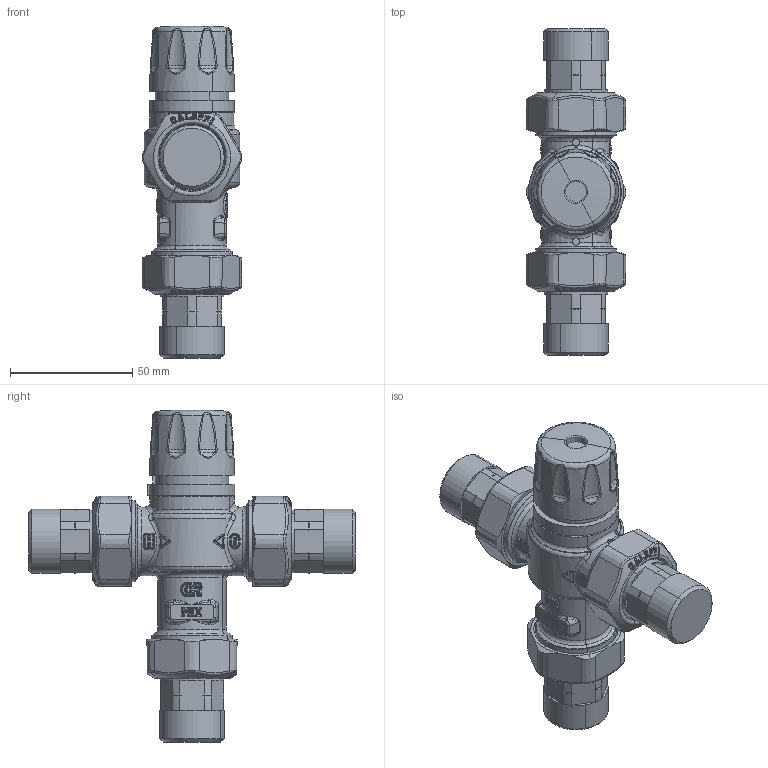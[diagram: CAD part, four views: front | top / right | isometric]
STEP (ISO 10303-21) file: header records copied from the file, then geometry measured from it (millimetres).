
FILE_DESCRIPTION(('CATIA V5 STEP Exchange','CAx-IF Rec.Pracs.--- Model Styling and Organization---1.5--- 2016-08-15','CAx-IF Rec.Pracs.---Supplemental Geometry---1.0---2011-11-01','CAx-IF Rec.Pracs.--- Composite Materials ---3.4---2017-06-13','CAx-IF Rec.Pracs.---Tessellated 3D Geometry---1.0---2015-12-17'),'2;1');
FILE_NAME('STEP_521935_-_TST.stp','2025-05-21T08:53:30+00:00',('none'),('none'),'CATIA Version 5-6 Release 2020 SP5','CATIA V5 STEP AP242 v2','none');
FILE_SCHEMA(('AP242_MANAGED_MODEL_BASED_3D_ENGINEERING_MIM_LF {1 0 10303 442 1 1 4}'));
Products named in the file (1): 521935 - TST
Bounding box: 40.67 x 133.5 x 135.64 mm (x, y, z)
Volume: 181510.1 mm3; surface area: 39671.4 mm2
Topology: 2 solids, 5 shells, 2480 faces, 5804 edges, 3134 vertices
Faces by surface type: bspline 1611, cylinder 268, sphere 213, cone 180, plane 162, torus 44, revolution 2
Entity records: 145843 total; most frequent: CARTESIAN_POINT 105080, ORIENTED_EDGE 11140, EDGE_CURVE 5570, B_SPLINE_CURVE_WITH_KNOTS 4297, VERTEX_POINT 3134, DIRECTION 2591, EDGE_LOOP 2514, ADVANCED_FACE 2480
